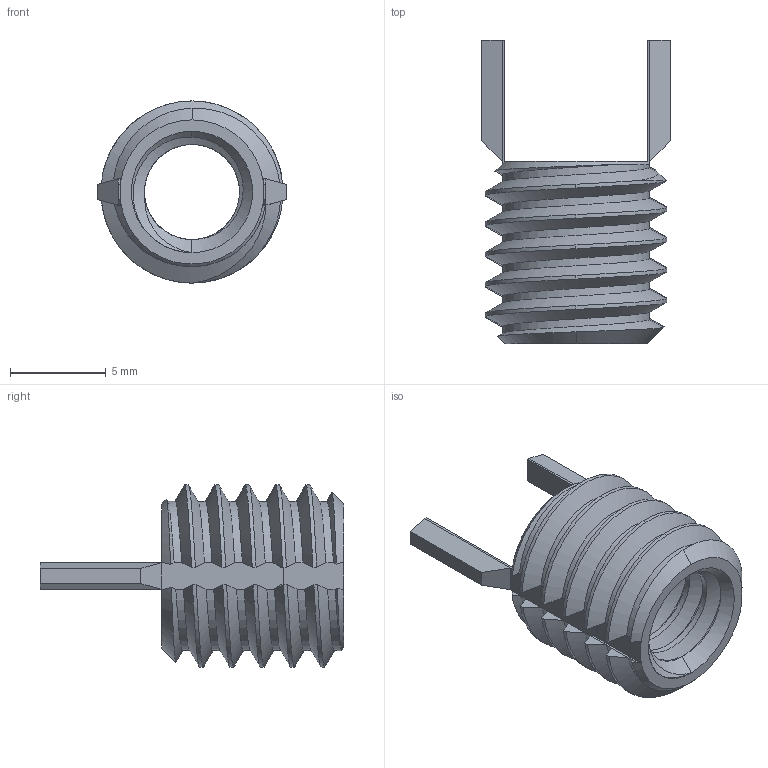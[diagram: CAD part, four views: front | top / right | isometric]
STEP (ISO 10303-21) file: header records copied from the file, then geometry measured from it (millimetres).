
FILE_DESCRIPTION (( 'STEP AP203' ), '1' );
FILE_NAME ('93340A410_18-8 Stainless Steel Key-Locking Inserts_93340A410_sldprt.STEP', '2023-01-20T01:36:44', ( '' ), ( '' ), 'SwSTEP 2.0', 'SolidWorks 2022', '' );
FILE_SCHEMA (( 'CONFIG_CONTROL_DESIGN' ));
Length unit declared in the file: inch
Products named in the file (1): 93340A410_18-8 Stainless Steel Key-Locking Inserts_93340A410_sldprt
Bounding box: 9.87 x 15.88 x 9.53 mm (x, y, z)
Volume: 309 mm3; surface area: 814 mm2
Topology: 3 solids, 3 shells, 144 faces, 404 edges, 266 vertices
Faces by surface type: plane 58, bspline 41, cylinder 31, cone 14
Entity records: 14901 total; most frequent: CARTESIAN_POINT 11882, ORIENTED_EDGE 808, EDGE_CURVE 404, DIRECTION 371, VERTEX_POINT 266, EDGE_LOOP 146, FACE_OUTER_BOUND 144, ADVANCED_FACE 144
